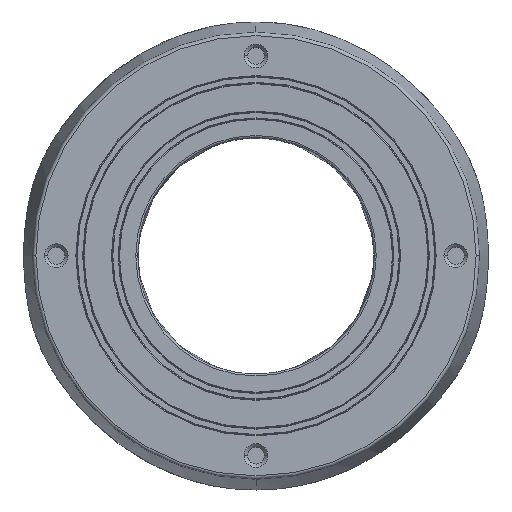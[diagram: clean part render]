
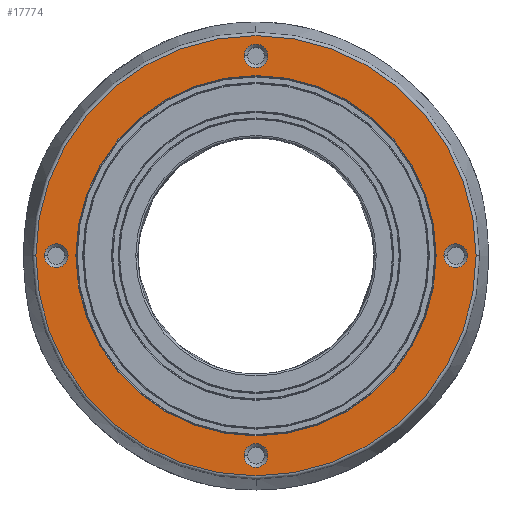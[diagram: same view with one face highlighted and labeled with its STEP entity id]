
A CAD part, top view. The second image highlights one B-rep face of the part: STEP entity #17774.
In plain terms, the highlighted planar face has unit normal (0, 0, 1).
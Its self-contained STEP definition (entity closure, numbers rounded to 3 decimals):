
#88 = CARTESIAN_POINT ( 'NONE',  ( -30.404, -75.584, 142.011 ) ) ;
#105 = EDGE_LOOP ( 'NONE', ( #44089, #20702 ) ) ;
#1155 = EDGE_LOOP ( 'NONE', ( #46308, #26224 ) ) ;
#1408 = AXIS2_PLACEMENT_3D ( 'NONE', #53177, #24892, #58303 ) ;
#2037 = EDGE_CURVE ( 'NONE', #2755, #39948, #45416, .T. ) ;
#2329 = FACE_OUTER_BOUND ( 'NONE', #42794, .T. ) ;
#2755 = VERTEX_POINT ( 'NONE', #51980 ) ;
#3171 = PLANE ( 'NONE',  #50706 ) ;
#3296 = CARTESIAN_POINT ( 'NONE',  ( -33.904, 42.416, 142.011 ) ) ;
#4413 = EDGE_CURVE ( 'NONE', #9098, #23696, #59842, .T. ) ;
#4561 = VERTEX_POINT ( 'NONE', #46766 ) ;
#5076 = CIRCLE ( 'NONE', #27415, 65.005 ) ;
#5251 = DIRECTION ( 'NONE',  ( -1., 0., 0. ) ) ;
#5483 = DIRECTION ( 'NONE',  ( 0., 0., -1. ) ) ;
#5555 = AXIS2_PLACEMENT_3D ( 'NONE', #17582, #22323, #59876 ) ;
#6373 = AXIS2_PLACEMENT_3D ( 'NONE', #88, #22831, #28174 ) ;
#6582 = DIRECTION ( 'NONE',  ( 0., 0., -1. ) ) ;
#7089 = AXIS2_PLACEMENT_3D ( 'NONE', #54709, #6582, #39616 ) ;
#7148 = CARTESIAN_POINT ( 'NONE',  ( -85.904, -16.584, 142.011 ) ) ;
#7196 = CARTESIAN_POINT ( 'NONE',  ( 25.096, -16.584, 142.011 ) ) ;
#7626 = CARTESIAN_POINT ( 'NONE',  ( 22.796, -16.584, 142.011 ) ) ;
#9098 = VERTEX_POINT ( 'NONE', #7196 ) ;
#10271 = ORIENTED_EDGE ( 'NONE', *, *, #4413, .T. ) ;
#10450 = AXIS2_PLACEMENT_3D ( 'NONE', #26759, #55649, #50902 ) ;
#10832 = DIRECTION ( 'NONE',  ( 0., 0., -1. ) ) ;
#11385 = CARTESIAN_POINT ( 'NONE',  ( -30.404, -16.584, 142.011 ) ) ;
#12310 = CIRCLE ( 'NONE', #6373, 3.5 ) ;
#12634 = ORIENTED_EDGE ( 'NONE', *, *, #52869, .T. ) ;
#14594 = CARTESIAN_POINT ( 'NONE',  ( -89.404, -16.584, 142.011 ) ) ;
#14907 = FACE_BOUND ( 'NONE', #1155, .T. ) ;
#15108 = CARTESIAN_POINT ( 'NONE',  ( -30.404, -16.584, 142.011 ) ) ;
#17425 = DIRECTION ( 'NONE',  ( 0., 0., -1. ) ) ;
#17444 = DIRECTION ( 'NONE',  ( -1., 0., 0. ) ) ;
#17582 = CARTESIAN_POINT ( 'NONE',  ( 28.596, -16.584, 142.011 ) ) ;
#17774 = ADVANCED_FACE ( 'NONE', ( #28905, #26699, #39218, #27454, #14907, #2329 ), #3171, .F. ) ;
#18322 = VERTEX_POINT ( 'NONE', #3296 ) ;
#19515 = EDGE_CURVE ( 'NONE', #34503, #47138, #22758, .T. ) ;
#19693 = CARTESIAN_POINT ( 'NONE',  ( -30.404, 42.416, 142.011 ) ) ;
#19726 = DIRECTION ( 'NONE',  ( -1., 0., 0. ) ) ;
#20702 = ORIENTED_EDGE ( 'NONE', *, *, #2037, .T. ) ;
#20860 = DIRECTION ( 'NONE',  ( 0., 0., 1. ) ) ;
#20891 = DIRECTION ( 'NONE',  ( -1., 0., 0. ) ) ;
#21162 = CARTESIAN_POINT ( 'NONE',  ( -83.604, -16.584, 142.011 ) ) ;
#22323 = DIRECTION ( 'NONE',  ( 0., 0., -1. ) ) ;
#22758 = CIRCLE ( 'NONE', #37308, 3.5 ) ;
#22831 = DIRECTION ( 'NONE',  ( 0., 0., -1. ) ) ;
#23696 = VERTEX_POINT ( 'NONE', #55183 ) ;
#23803 = CIRCLE ( 'NONE', #24952, 3.5 ) ;
#23852 = CIRCLE ( 'NONE', #1408, 53.2 ) ;
#23983 = CARTESIAN_POINT ( 'NONE',  ( 34.601, -16.584, 142.011 ) ) ;
#24892 = DIRECTION ( 'NONE',  ( 0., 0., -1. ) ) ;
#24952 = AXIS2_PLACEMENT_3D ( 'NONE', #19693, #47780, #5251 ) ;
#25762 = AXIS2_PLACEMENT_3D ( 'NONE', #25900, #10832, #34994 ) ;
#25900 = CARTESIAN_POINT ( 'NONE',  ( -30.404, 42.416, 142.011 ) ) ;
#26224 = ORIENTED_EDGE ( 'NONE', *, *, #49727, .T. ) ;
#26699 = FACE_BOUND ( 'NONE', #53311, .T. ) ;
#26759 = CARTESIAN_POINT ( 'NONE',  ( 28.596, -16.584, 142.011 ) ) ;
#26885 = VERTEX_POINT ( 'NONE', #21162 ) ;
#27415 = AXIS2_PLACEMENT_3D ( 'NONE', #15108, #20860, #37141 ) ;
#27454 = FACE_BOUND ( 'NONE', #46593, .T. ) ;
#28174 = DIRECTION ( 'NONE',  ( -1., 0., 0. ) ) ;
#28505 = ORIENTED_EDGE ( 'NONE', *, *, #46870, .T. ) ;
#28905 = FACE_BOUND ( 'NONE', #46492, .T. ) ;
#29946 = CIRCLE ( 'NONE', #25762, 3.5 ) ;
#30371 = DIRECTION ( 'NONE',  ( -1., 0., 0. ) ) ;
#32915 = AXIS2_PLACEMENT_3D ( 'NONE', #11385, #53503, #20891 ) ;
#33131 = CARTESIAN_POINT ( 'NONE',  ( -26.904, -75.584, 142.011 ) ) ;
#33733 = ORIENTED_EDGE ( 'NONE', *, *, #51310, .T. ) ;
#34503 = VERTEX_POINT ( 'NONE', #7148 ) ;
#34598 = CARTESIAN_POINT ( 'NONE',  ( -26.904, 42.416, 142.011 ) ) ;
#34994 = DIRECTION ( 'NONE',  ( -1., 0., 0. ) ) ;
#35405 = EDGE_CURVE ( 'NONE', #23696, #9098, #37779, .T. ) ;
#36029 = CARTESIAN_POINT ( 'NONE',  ( -92.904, -16.584, 142.011 ) ) ;
#36224 = CARTESIAN_POINT ( 'NONE',  ( -30.404, 49.439, 142.011 ) ) ;
#36419 = DIRECTION ( 'NONE',  ( -1., 0., 0. ) ) ;
#37141 = DIRECTION ( 'NONE',  ( -1., 0., 0. ) ) ;
#37308 = AXIS2_PLACEMENT_3D ( 'NONE', #14594, #5483, #19726 ) ;
#37689 = AXIS2_PLACEMENT_3D ( 'NONE', #40506, #44831, #30371 ) ;
#37779 = CIRCLE ( 'NONE', #5555, 3.5 ) ;
#39218 = FACE_BOUND ( 'NONE', #105, .T. ) ;
#39505 = EDGE_CURVE ( 'NONE', #42801, #26885, #59670, .T. ) ;
#39616 = DIRECTION ( 'NONE',  ( -1., 0., 0. ) ) ;
#39948 = VERTEX_POINT ( 'NONE', #33131 ) ;
#40012 = ORIENTED_EDGE ( 'NONE', *, *, #39505, .T. ) ;
#40506 = CARTESIAN_POINT ( 'NONE',  ( -30.404, -75.584, 142.011 ) ) ;
#41753 = EDGE_CURVE ( 'NONE', #39948, #2755, #12310, .T. ) ;
#42794 = EDGE_LOOP ( 'NONE', ( #33733, #52032 ) ) ;
#42801 = VERTEX_POINT ( 'NONE', #7626 ) ;
#44089 = ORIENTED_EDGE ( 'NONE', *, *, #41753, .T. ) ;
#44831 = DIRECTION ( 'NONE',  ( 0., 0., -1. ) ) ;
#45416 = CIRCLE ( 'NONE', #37689, 3.5 ) ;
#46308 = ORIENTED_EDGE ( 'NONE', *, *, #50725, .T. ) ;
#46492 = EDGE_LOOP ( 'NONE', ( #28505, #40012 ) ) ;
#46593 = EDGE_LOOP ( 'NONE', ( #47546, #10271 ) ) ;
#46766 = CARTESIAN_POINT ( 'NONE',  ( -95.409, -16.584, 142.011 ) ) ;
#46870 = EDGE_CURVE ( 'NONE', #26885, #42801, #23852, .T. ) ;
#47138 = VERTEX_POINT ( 'NONE', #36029 ) ;
#47546 = ORIENTED_EDGE ( 'NONE', *, *, #35405, .T. ) ;
#47780 = DIRECTION ( 'NONE',  ( 0., 0., -1. ) ) ;
#48872 = VERTEX_POINT ( 'NONE', #23983 ) ;
#49727 = EDGE_CURVE ( 'NONE', #18322, #57435, #23803, .T. ) ;
#50706 = AXIS2_PLACEMENT_3D ( 'NONE', #36224, #17425, #36419 ) ;
#50725 = EDGE_CURVE ( 'NONE', #57435, #18322, #29946, .T. ) ;
#50902 = DIRECTION ( 'NONE',  ( -1., 0., 0. ) ) ;
#51310 = EDGE_CURVE ( 'NONE', #4561, #48872, #57942, .T. ) ;
#51373 = ORIENTED_EDGE ( 'NONE', *, *, #19515, .T. ) ;
#51980 = CARTESIAN_POINT ( 'NONE',  ( -33.904, -75.584, 142.011 ) ) ;
#52032 = ORIENTED_EDGE ( 'NONE', *, *, #61302, .T. ) ;
#52369 = AXIS2_PLACEMENT_3D ( 'NONE', #60536, #60139, #17444 ) ;
#52717 = CIRCLE ( 'NONE', #52369, 3.5 ) ;
#52869 = EDGE_CURVE ( 'NONE', #47138, #34503, #52717, .T. ) ;
#53177 = CARTESIAN_POINT ( 'NONE',  ( -30.404, -16.584, 142.011 ) ) ;
#53311 = EDGE_LOOP ( 'NONE', ( #51373, #12634 ) ) ;
#53503 = DIRECTION ( 'NONE',  ( 0., 0., 1. ) ) ;
#54709 = CARTESIAN_POINT ( 'NONE',  ( -30.404, -16.584, 142.011 ) ) ;
#55183 = CARTESIAN_POINT ( 'NONE',  ( 32.096, -16.584, 142.011 ) ) ;
#55649 = DIRECTION ( 'NONE',  ( 0., 0., -1. ) ) ;
#57435 = VERTEX_POINT ( 'NONE', #34598 ) ;
#57942 = CIRCLE ( 'NONE', #32915, 65.005 ) ;
#58303 = DIRECTION ( 'NONE',  ( -1., 0., 0. ) ) ;
#59670 = CIRCLE ( 'NONE', #7089, 53.2 ) ;
#59842 = CIRCLE ( 'NONE', #10450, 3.5 ) ;
#59876 = DIRECTION ( 'NONE',  ( -1., 0., 0. ) ) ;
#60139 = DIRECTION ( 'NONE',  ( 0., 0., -1. ) ) ;
#60536 = CARTESIAN_POINT ( 'NONE',  ( -89.404, -16.584, 142.011 ) ) ;
#61302 = EDGE_CURVE ( 'NONE', #48872, #4561, #5076, .T. ) ;
